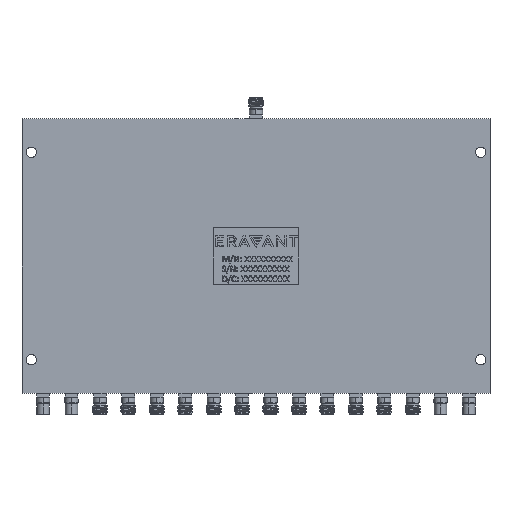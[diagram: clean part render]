
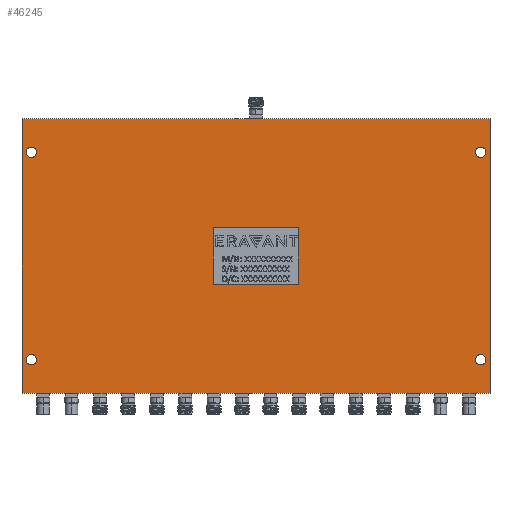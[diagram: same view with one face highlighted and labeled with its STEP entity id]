
A CAD part, top view. The second image highlights one B-rep face of the part: STEP entity #46245.
In plain terms, the highlighted planar face has unit normal (0, 0, 1).
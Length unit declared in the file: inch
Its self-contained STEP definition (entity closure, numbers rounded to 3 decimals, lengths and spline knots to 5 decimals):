
#544 = ORIENTED_EDGE ( 'NONE', *, *, #41809, .F. ) ;
#1470 = EDGE_LOOP ( 'NONE', ( #55063, #29840 ) ) ;
#1883 = EDGE_LOOP ( 'NONE', ( #3288, #25430, #8873, #38765 ) ) ;
#2784 = CIRCLE ( 'NONE', #53167, 0.09 ) ;
#2895 = CARTESIAN_POINT ( 'NONE',  ( -4.04, 1.825, 0. ) ) ;
#3288 = ORIENTED_EDGE ( 'NONE', *, *, #18945, .T. ) ;
#3404 = ORIENTED_EDGE ( 'NONE', *, *, #26595, .F. ) ;
#3519 = CARTESIAN_POINT ( 'NONE',  ( 3.95, 1.825, 0. ) ) ;
#5462 = DIRECTION ( 'NONE',  ( 0., 0., 1. ) ) ;
#5680 = LINE ( 'NONE', #11201, #51254 ) ;
#6334 = VERTEX_POINT ( 'NONE', #22228 ) ;
#6855 = PLANE ( 'NONE',  #33149 ) ;
#7453 = FACE_BOUND ( 'NONE', #10106, .T. ) ;
#7856 = CIRCLE ( 'NONE', #28611, 0.09 ) ;
#8837 = ORIENTED_EDGE ( 'NONE', *, *, #17076, .F. ) ;
#8873 = ORIENTED_EDGE ( 'NONE', *, *, #47206, .T. ) ;
#9194 = CARTESIAN_POINT ( 'NONE',  ( -3.95, 1.825, 0. ) ) ;
#9391 = CARTESIAN_POINT ( 'NONE',  ( -3.86, -1.825, 0. ) ) ;
#10106 = EDGE_LOOP ( 'NONE', ( #21895, #35702 ) ) ;
#10820 = DIRECTION ( 'NONE',  ( 1., 0., 0. ) ) ;
#10968 = EDGE_LOOP ( 'NONE', ( #35542, #3404 ) ) ;
#11201 = CARTESIAN_POINT ( 'NONE',  ( 4.115, -2.415, 0. ) ) ;
#12156 = CARTESIAN_POINT ( 'NONE',  ( 4.115, -2.415, 0. ) ) ;
#12841 = DIRECTION ( 'NONE',  ( 1., 0., 0. ) ) ;
#14324 = DIRECTION ( 'NONE',  ( 0., 0., 1. ) ) ;
#14458 = AXIS2_PLACEMENT_3D ( 'NONE', #53216, #48856, #10820 ) ;
#14763 = DIRECTION ( 'NONE',  ( 1., 0., 0. ) ) ;
#15639 = DIRECTION ( 'NONE',  ( 1., 0., 0. ) ) ;
#17076 = EDGE_CURVE ( 'NONE', #19060, #45168, #40284, .T. ) ;
#17159 = DIRECTION ( 'NONE',  ( 0., 0., 1. ) ) ;
#17311 = VECTOR ( 'NONE', #34278, 39.37008 ) ;
#17316 = FACE_BOUND ( 'NONE', #10968, .T. ) ;
#17656 = CIRCLE ( 'NONE', #35350, 0.09 ) ;
#18290 = AXIS2_PLACEMENT_3D ( 'NONE', #3519, #37231, #56105 ) ;
#18945 = EDGE_CURVE ( 'NONE', #31605, #53451, #5680, .T. ) ;
#18972 = CARTESIAN_POINT ( 'NONE',  ( -4.04, -1.825, 0. ) ) ;
#19060 = VERTEX_POINT ( 'NONE', #34891 ) ;
#19388 = DIRECTION ( 'NONE',  ( 0., 0., 1. ) ) ;
#19667 = CIRCLE ( 'NONE', #36473, 0.09 ) ;
#19900 = EDGE_CURVE ( 'NONE', #47965, #22053, #7856, .T. ) ;
#20543 = DIRECTION ( 'NONE',  ( 0., -1., 0. ) ) ;
#21216 = CARTESIAN_POINT ( 'NONE',  ( -4.115, 2.415, 0. ) ) ;
#21660 = FACE_BOUND ( 'NONE', #37591, .T. ) ;
#21895 = ORIENTED_EDGE ( 'NONE', *, *, #38008, .F. ) ;
#22044 = CARTESIAN_POINT ( 'NONE',  ( 3.95, -1.825, 0. ) ) ;
#22053 = VERTEX_POINT ( 'NONE', #9391 ) ;
#22228 = CARTESIAN_POINT ( 'NONE',  ( 4.04, 1.825, 0. ) ) ;
#22885 = CARTESIAN_POINT ( 'NONE',  ( 3.86, -1.825, 0. ) ) ;
#25430 = ORIENTED_EDGE ( 'NONE', *, *, #27121, .T. ) ;
#25694 = DIRECTION ( 'NONE',  ( 0., 0., -1. ) ) ;
#26298 = FACE_OUTER_BOUND ( 'NONE', #1883, .T. ) ;
#26395 = DIRECTION ( 'NONE',  ( 1., 0., 0. ) ) ;
#26595 = EDGE_CURVE ( 'NONE', #59057, #6334, #43016, .T. ) ;
#27077 = EDGE_CURVE ( 'NONE', #43833, #31605, #43851, .T. ) ;
#27121 = EDGE_CURVE ( 'NONE', #53451, #53203, #40720, .T. ) ;
#27498 = VERTEX_POINT ( 'NONE', #44394 ) ;
#28611 = AXIS2_PLACEMENT_3D ( 'NONE', #51439, #14324, #52071 ) ;
#29163 = CARTESIAN_POINT ( 'NONE',  ( -4.115, -2.415, 0. ) ) ;
#29377 = AXIS2_PLACEMENT_3D ( 'NONE', #9194, #19388, #14763 ) ;
#29481 = DIRECTION ( 'NONE',  ( 0., 1., 0. ) ) ;
#29840 = ORIENTED_EDGE ( 'NONE', *, *, #60598, .F. ) ;
#31098 = CARTESIAN_POINT ( 'NONE',  ( 3.95, 1.825, 0. ) ) ;
#31125 = DIRECTION ( 'NONE',  ( -1., 0., 0. ) ) ;
#31605 = VERTEX_POINT ( 'NONE', #12156 ) ;
#33048 = VERTEX_POINT ( 'NONE', #22885 ) ;
#33149 = AXIS2_PLACEMENT_3D ( 'NONE', #45198, #25694, #44589 ) ;
#34278 = DIRECTION ( 'NONE',  ( 1., 0., 0. ) ) ;
#34891 = CARTESIAN_POINT ( 'NONE',  ( -3.86, 1.825, 0. ) ) ;
#35320 = FACE_BOUND ( 'NONE', #1470, .T. ) ;
#35350 = AXIS2_PLACEMENT_3D ( 'NONE', #22044, #49607, #26395 ) ;
#35542 = ORIENTED_EDGE ( 'NONE', *, *, #49946, .F. ) ;
#35702 = ORIENTED_EDGE ( 'NONE', *, *, #19900, .F. ) ;
#36473 = AXIS2_PLACEMENT_3D ( 'NONE', #50885, #17159, #12841 ) ;
#37092 = CARTESIAN_POINT ( 'NONE',  ( -4.115, 2.415, 0. ) ) ;
#37173 = CIRCLE ( 'NONE', #14458, 0.09 ) ;
#37231 = DIRECTION ( 'NONE',  ( 0., 0., 1. ) ) ;
#37591 = EDGE_LOOP ( 'NONE', ( #8837, #544 ) ) ;
#38008 = EDGE_CURVE ( 'NONE', #22053, #47965, #19667, .T. ) ;
#38765 = ORIENTED_EDGE ( 'NONE', *, *, #27077, .T. ) ;
#39444 = CARTESIAN_POINT ( 'NONE',  ( -4.115, -2.415, 0. ) ) ;
#40284 = CIRCLE ( 'NONE', #29377, 0.09 ) ;
#40720 = LINE ( 'NONE', #21216, #53903 ) ;
#41809 = EDGE_CURVE ( 'NONE', #45168, #19060, #37173, .T. ) ;
#43016 = CIRCLE ( 'NONE', #18290, 0.09 ) ;
#43833 = VERTEX_POINT ( 'NONE', #29163 ) ;
#43851 = LINE ( 'NONE', #52526, #17311 ) ;
#44070 = LINE ( 'NONE', #39444, #45064 ) ;
#44394 = CARTESIAN_POINT ( 'NONE',  ( 4.04, -1.825, 0. ) ) ;
#44589 = DIRECTION ( 'NONE',  ( -1., 0., 0. ) ) ;
#44722 = DIRECTION ( 'NONE',  ( 1., 0., 0. ) ) ;
#45064 = VECTOR ( 'NONE', #20543, 39.37008 ) ;
#45168 = VERTEX_POINT ( 'NONE', #2895 ) ;
#45198 = CARTESIAN_POINT ( 'NONE',  ( 0., 0., 0. ) ) ;
#45627 = DIRECTION ( 'NONE',  ( 0., 0., 1. ) ) ;
#46245 = ADVANCED_FACE ( 'NONE', ( #7453, #17316, #26298, #35320, #21660 ), #6855, .F. ) ;
#47206 = EDGE_CURVE ( 'NONE', #53203, #43833, #44070, .T. ) ;
#47965 = VERTEX_POINT ( 'NONE', #18972 ) ;
#48731 = CARTESIAN_POINT ( 'NONE',  ( 3.95, -1.825, 0. ) ) ;
#48856 = DIRECTION ( 'NONE',  ( 0., 0., 1. ) ) ;
#49607 = DIRECTION ( 'NONE',  ( 0., 0., 1. ) ) ;
#49746 = CARTESIAN_POINT ( 'NONE',  ( 3.86, 1.825, 0. ) ) ;
#49946 = EDGE_CURVE ( 'NONE', #6334, #59057, #2784, .T. ) ;
#50885 = CARTESIAN_POINT ( 'NONE',  ( -3.95, -1.825, 0. ) ) ;
#50960 = CIRCLE ( 'NONE', #56890, 0.09 ) ;
#51254 = VECTOR ( 'NONE', #29481, 39.37008 ) ;
#51439 = CARTESIAN_POINT ( 'NONE',  ( -3.95, -1.825, 0. ) ) ;
#52071 = DIRECTION ( 'NONE',  ( 1., 0., 0. ) ) ;
#52526 = CARTESIAN_POINT ( 'NONE',  ( -4.115, -2.415, 0. ) ) ;
#53167 = AXIS2_PLACEMENT_3D ( 'NONE', #31098, #45627, #44722 ) ;
#53203 = VERTEX_POINT ( 'NONE', #37092 ) ;
#53216 = CARTESIAN_POINT ( 'NONE',  ( -3.95, 1.825, 0. ) ) ;
#53451 = VERTEX_POINT ( 'NONE', #58393 ) ;
#53903 = VECTOR ( 'NONE', #31125, 39.37008 ) ;
#54452 = EDGE_CURVE ( 'NONE', #27498, #33048, #50960, .T. ) ;
#55063 = ORIENTED_EDGE ( 'NONE', *, *, #54452, .F. ) ;
#56105 = DIRECTION ( 'NONE',  ( 1., 0., 0. ) ) ;
#56890 = AXIS2_PLACEMENT_3D ( 'NONE', #48731, #5462, #15639 ) ;
#58393 = CARTESIAN_POINT ( 'NONE',  ( 4.115, 2.415, 0. ) ) ;
#59057 = VERTEX_POINT ( 'NONE', #49746 ) ;
#60598 = EDGE_CURVE ( 'NONE', #33048, #27498, #17656, .T. ) ;
